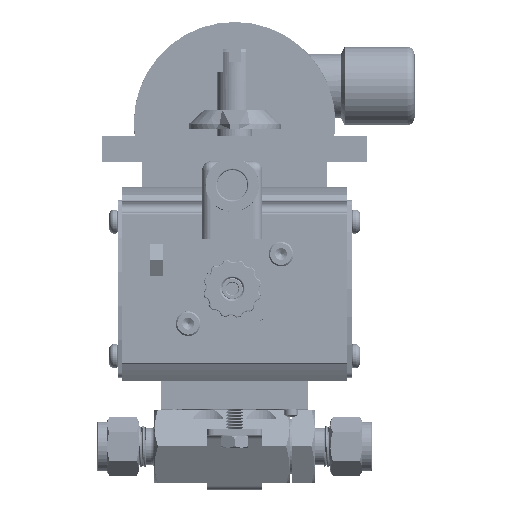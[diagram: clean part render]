
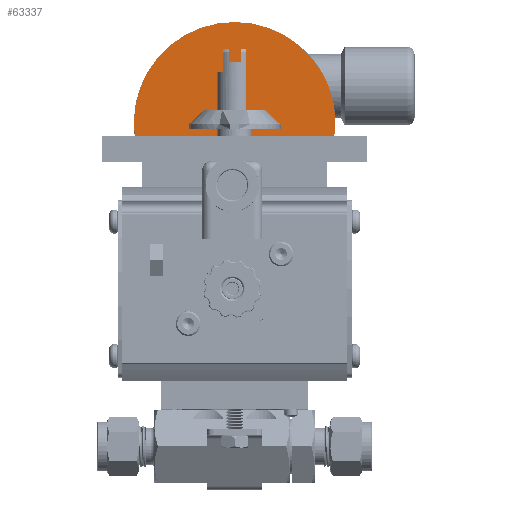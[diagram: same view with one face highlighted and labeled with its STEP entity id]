
A CAD part, top view. The second image highlights one B-rep face of the part: STEP entity #63337.
In plain terms, the highlighted planar face has unit normal (0, 0, 1).
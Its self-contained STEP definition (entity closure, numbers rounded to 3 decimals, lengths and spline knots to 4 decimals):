
#2505 = EDGE_LOOP ( 'NONE', ( #29686, #181760 ) ) ;
#7506 = CARTESIAN_POINT ( 'NONE',  ( -1.367, 4.391, -1.29 ) ) ;
#8154 = DIRECTION ( 'NONE',  ( 0., 0., 1. ) ) ;
#10636 = EDGE_CURVE ( 'NONE', #29765, #72428, #143995, .T. ) ;
#18603 = CARTESIAN_POINT ( 'NONE',  ( -0.0958, 3.861, -1.29 ) ) ;
#21170 = CIRCLE ( 'NONE', #68393, 1.3675 ) ;
#22997 = EDGE_CURVE ( 'NONE', #168856, #86661, #149325, .T. ) ;
#26466 = ORIENTED_EDGE ( 'NONE', *, *, #10636, .F. ) ;
#29686 = ORIENTED_EDGE ( 'NONE', *, *, #165279, .F. ) ;
#29765 = VERTEX_POINT ( 'NONE', #97188 ) ;
#32083 = ORIENTED_EDGE ( 'NONE', *, *, #82253, .F. ) ;
#41896 = VERTEX_POINT ( 'NONE', #7506 ) ;
#45246 = AXIS2_PLACEMENT_3D ( 'NONE', #198498, #93957, #216006 ) ;
#48808 = DIRECTION ( 'NONE',  ( 0., 0., -1. ) ) ;
#49474 = CARTESIAN_POINT ( 'NONE',  ( 0.0005, 4.391, -1.29 ) ) ;
#51192 = AXIS2_PLACEMENT_3D ( 'NONE', #174376, #69754, #191841 ) ;
#54441 = CARTESIAN_POINT ( 'NONE',  ( 1.368, 4.391, -1.29 ) ) ;
#63337 = ADVANCED_FACE ( 'NONE', ( #85389, #148325, #219207 ), #136520, .F. ) ;
#65717 = AXIS2_PLACEMENT_3D ( 'NONE', #49474, #171719, #67087 ) ;
#67087 = DIRECTION ( 'NONE',  ( 1., 0., 0. ) ) ;
#68393 = AXIS2_PLACEMENT_3D ( 'NONE', #153410, #48808, #171062 ) ;
#69754 = DIRECTION ( 'NONE',  ( 0., 0., 1. ) ) ;
#72428 = VERTEX_POINT ( 'NONE', #18603 ) ;
#79558 = CARTESIAN_POINT ( 'NONE',  ( 0.0005, 4.391, -1.29 ) ) ;
#80225 = ORIENTED_EDGE ( 'NONE', *, *, #89619, .F. ) ;
#81680 = AXIS2_PLACEMENT_3D ( 'NONE', #112796, #8154, #130373 ) ;
#82253 = EDGE_CURVE ( 'NONE', #72428, #29765, #137629, .T. ) ;
#84337 = DIRECTION ( 'NONE',  ( 0., 0., 1. ) ) ;
#85389 = FACE_OUTER_BOUND ( 'NONE', #103525, .T. ) ;
#86661 = VERTEX_POINT ( 'NONE', #201535 ) ;
#89619 = EDGE_CURVE ( 'NONE', #129355, #41896, #124154, .T. ) ;
#93957 = DIRECTION ( 'NONE',  ( 0., 0., 1. ) ) ;
#97144 = DIRECTION ( 'NONE',  ( 1., 0., 0. ) ) ;
#97188 = CARTESIAN_POINT ( 'NONE',  ( -0.5913, 3.861, -1.29 ) ) ;
#101370 = ORIENTED_EDGE ( 'NONE', *, *, #208616, .F. ) ;
#103525 = EDGE_LOOP ( 'NONE', ( #101370, #80225 ) ) ;
#108604 = CIRCLE ( 'NONE', #81680, 0.2478 ) ;
#112796 = CARTESIAN_POINT ( 'NONE',  ( 0.3435, 3.861, -1.29 ) ) ;
#124154 = CIRCLE ( 'NONE', #126722, 1.3675 ) ;
#126722 = AXIS2_PLACEMENT_3D ( 'NONE', #79558, #201718, #97144 ) ;
#129355 = VERTEX_POINT ( 'NONE', #54441 ) ;
#130373 = DIRECTION ( 'NONE',  ( 1., 0., 0. ) ) ;
#136520 = PLANE ( 'NONE',  #65717 ) ;
#137629 = CIRCLE ( 'NONE', #165256, 0.2478 ) ;
#143995 = CIRCLE ( 'NONE', #45246, 0.2478 ) ;
#148325 = FACE_BOUND ( 'NONE', #2505, .T. ) ;
#149325 = CIRCLE ( 'NONE', #51192, 0.2478 ) ;
#153410 = CARTESIAN_POINT ( 'NONE',  ( 0.0005, 4.391, -1.29 ) ) ;
#165256 = AXIS2_PLACEMENT_3D ( 'NONE', #188916, #84337, #206449 ) ;
#165279 = EDGE_CURVE ( 'NONE', #86661, #168856, #108604, .T. ) ;
#168856 = VERTEX_POINT ( 'NONE', #179771 ) ;
#171062 = DIRECTION ( 'NONE',  ( 1., 0., 0. ) ) ;
#171719 = DIRECTION ( 'NONE',  ( 0., 0., -1. ) ) ;
#174376 = CARTESIAN_POINT ( 'NONE',  ( 0.3435, 3.861, -1.29 ) ) ;
#179771 = CARTESIAN_POINT ( 'NONE',  ( 0.0957, 3.861, -1.29 ) ) ;
#181760 = ORIENTED_EDGE ( 'NONE', *, *, #22997, .F. ) ;
#188916 = CARTESIAN_POINT ( 'NONE',  ( -0.3435, 3.861, -1.29 ) ) ;
#191841 = DIRECTION ( 'NONE',  ( 1., 0., 0. ) ) ;
#198498 = CARTESIAN_POINT ( 'NONE',  ( -0.3435, 3.861, -1.29 ) ) ;
#201535 = CARTESIAN_POINT ( 'NONE',  ( 0.5912, 3.861, -1.29 ) ) ;
#201718 = DIRECTION ( 'NONE',  ( 0., 0., -1. ) ) ;
#206449 = DIRECTION ( 'NONE',  ( 1., 0., 0. ) ) ;
#208616 = EDGE_CURVE ( 'NONE', #41896, #129355, #21170, .T. ) ;
#216006 = DIRECTION ( 'NONE',  ( 1., 0., 0. ) ) ;
#218976 = EDGE_LOOP ( 'NONE', ( #32083, #26466 ) ) ;
#219207 = FACE_BOUND ( 'NONE', #218976, .T. ) ;
